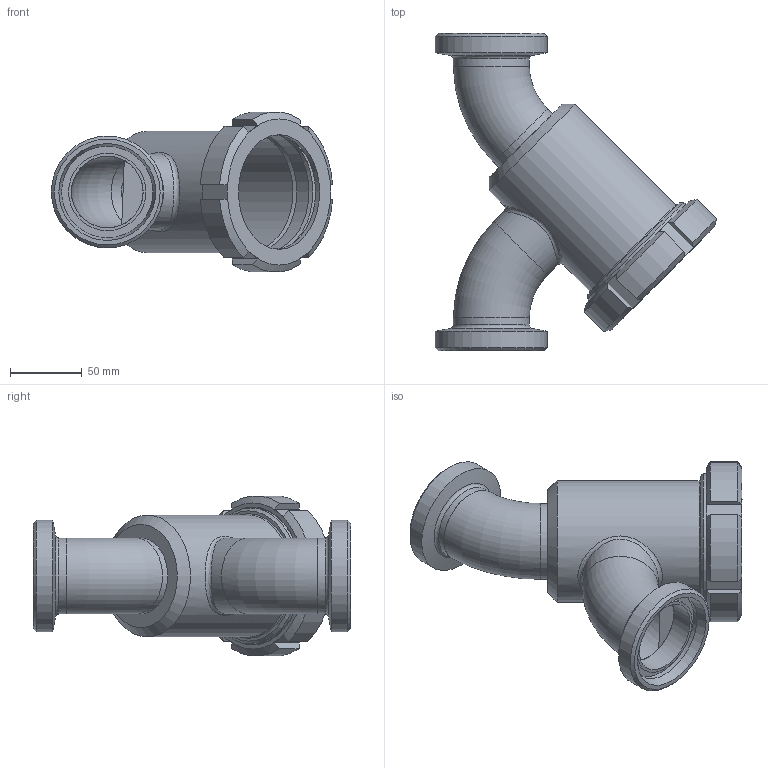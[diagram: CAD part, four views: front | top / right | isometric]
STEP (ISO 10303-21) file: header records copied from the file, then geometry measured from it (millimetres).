
FILE_DESCRIPTION(/* description */ (''),/* implementation_level */ '2;1');
FILE_NAME(/* name */ '09060500755X.stp',/* time_stamp */ '2021-04-01T09:39:36+02:00',/* author */ ('M&S'),/* organization */ (''),/* preprocessor_version */ 'ST-DEVELOPER v18',/* originating_system */ 'Autodesk Inventor 2020',/* authorisation */ '');
FILE_SCHEMA (('CONFIG_CONTROL_DESIGN'));
Length unit declared in the file: millimetre
Products named in the file (1): 09060500755X
Bounding box: 196.24 x 221.48 x 111.58 mm (x, y, z)
Volume: 258549.8 mm3; surface area: 155740.6 mm2
Topology: 1 solids, 1 shells, 103 faces, 290 edges, 200 vertices
Faces by surface type: plane 39, cone 28, cylinder 27, torus 7, bspline 2
Full cylindrical faces by diameter (mm): 50 x4, 53 x4, 54 x2, 63.8 x2, 78 x2, 79 x1, 80 x1, 81 x1, 83 x1, 85 x1, 95 x1, 95.5 x1
Entity records: 4154 total; most frequent: CARTESIAN_POINT 1363, ORIENTED_EDGE 580, DIRECTION 579, EDGE_CURVE 290, AXIS2_PLACEMENT_3D 259, VERTEX_POINT 200, CIRCLE 157, EDGE_LOOP 118
